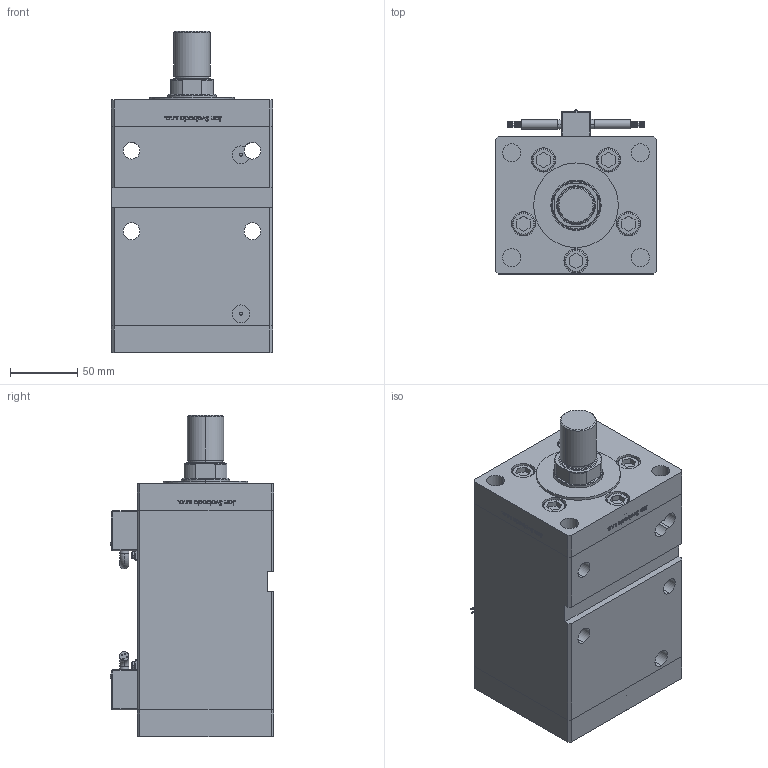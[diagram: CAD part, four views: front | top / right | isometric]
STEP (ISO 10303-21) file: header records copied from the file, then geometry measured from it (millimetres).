
FILE_DESCRIPTION (( 'STEP AP203' ), '1' );
FILE_NAME ('09f7.STEP', '2024-02-22T21:11:42', ( '' ), ( '' ), 'SwSTEP 2.0', 'SolidWorks 2019', '' );
FILE_SCHEMA (( 'CONFIG_CONTROL_DESIGN' ));
Length unit declared in the file: millimetre
Products named in the file (8): ALLEN BOLT acd7688561e353350ab589e4b298724c; 09f7; V220C_VC_E acd7688561e353350ab589e4b298724c; V220C_FRONT_E acd7688561e353350ab589e4b298724c; V220CC_MALE_METRIC acd7688561e353350ab589e4b298724c; V220C_E MIDDLE acd7688561e353350ab589e4b298724c; Magnetic_Switch_MSU4 acd7688561e353350ab589e4b298724c; V220C BACK_E acd7688561e353350ab589e4b298724c
Assembly tree (17 placements, depth 2):
  09f7
    V220C BACK_E acd7688561e353350ab589e4b298724c
    V220C_E MIDDLE acd7688561e353350ab589e4b298724c
    V220C_FRONT_E acd7688561e353350ab589e4b298724c
    ALLEN BOLT acd7688561e353350ab589e4b298724c  x10
    Magnetic_Switch_MSU4 acd7688561e353350ab589e4b298724c  x2
    V220CC_MALE_METRIC acd7688561e353350ab589e4b298724c
    V220C_VC_E acd7688561e353350ab589e4b298724c
Bounding box: 120 x 122.1 x 239.5 mm (x, y, z)
Volume: 2030367.1 mm3; surface area: 289553.6 mm2
Topology: 17 solids, 19 shells, 1433 faces, 3531 edges, 2289 vertices
Faces by surface type: plane 557, bspline 484, cylinder 260, torus 54, cone 54, sphere 24
Entity records: 56732 total; most frequent: CARTESIAN_POINT 31081, ORIENTED_EDGE 5756, DIRECTION 3640, EDGE_CURVE 2878, VERTEX_POINT 1900, VECTOR 1474, LINE 1474, EDGE_LOOP 1326
